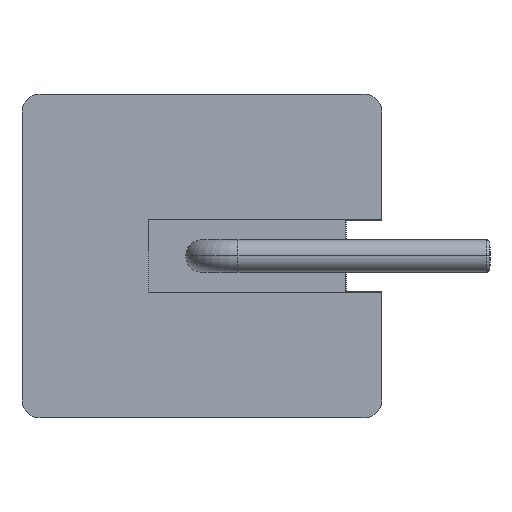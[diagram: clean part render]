
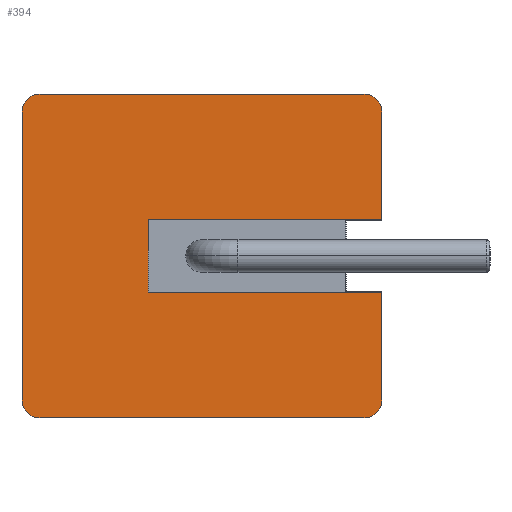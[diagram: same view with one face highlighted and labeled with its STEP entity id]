
A CAD part, left-side view. The second image highlights one B-rep face of the part: STEP entity #394.
In plain terms, the highlighted planar face has unit normal (-1, 0, 0).
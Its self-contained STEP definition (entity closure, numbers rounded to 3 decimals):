
#16 = EDGE_CURVE ( 'NONE', #1497, #142, #801, .T. ) ;
#23 = CARTESIAN_POINT ( 'NONE',  ( 0., -0.5, 8.5 ) ) ;
#59 = CARTESIAN_POINT ( 'NONE',  ( 0., -10., 3.5 ) ) ;
#96 = VERTEX_POINT ( 'NONE', #1528 ) ;
#117 = CARTESIAN_POINT ( 'NONE',  ( 0., 0., 8.5 ) ) ;
#118 = VECTOR ( 'NONE', #1689, 1000. ) ;
#120 = CARTESIAN_POINT ( 'NONE',  ( 0., 0., 0. ) ) ;
#142 = VERTEX_POINT ( 'NONE', #1070 ) ;
#175 = ORIENTED_EDGE ( 'NONE', *, *, #1316, .F. ) ;
#178 = ORIENTED_EDGE ( 'NONE', *, *, #946, .T. ) ;
#206 = LINE ( 'NONE', #1546, #1217 ) ;
#213 = VERTEX_POINT ( 'NONE', #59 ) ;
#237 = FACE_OUTER_BOUND ( 'NONE', #818, .T. ) ;
#247 = ORIENTED_EDGE ( 'NONE', *, *, #370, .T. ) ;
#262 = DIRECTION ( 'NONE',  ( 1., 0., 0. ) ) ;
#278 = AXIS2_PLACEMENT_3D ( 'NONE', #512, #1048, #908 ) ;
#284 = EDGE_CURVE ( 'NONE', #752, #1103, #993, .T. ) ;
#289 = VERTEX_POINT ( 'NONE', #338 ) ;
#297 = DIRECTION ( 'NONE',  ( 0., 1., 0. ) ) ;
#311 = CARTESIAN_POINT ( 'NONE',  ( 0., -0.5, 9. ) ) ;
#318 = VERTEX_POINT ( 'NONE', #311 ) ;
#338 = CARTESIAN_POINT ( 'NONE',  ( 0., -9.5, 9. ) ) ;
#368 = DIRECTION ( 'NONE',  ( 0., 1., 0. ) ) ;
#370 = EDGE_CURVE ( 'NONE', #473, #798, #1013, .T. ) ;
#378 = EDGE_CURVE ( 'NONE', #798, #96, #545, .T. ) ;
#388 = CARTESIAN_POINT ( 'NONE',  ( 0., 0., 9. ) ) ;
#394 = ADVANCED_FACE ( 'NONE', ( #237 ), #1566, .F. ) ;
#437 = DIRECTION ( 'NONE',  ( -1., 0., 0. ) ) ;
#473 = VERTEX_POINT ( 'NONE', #1490 ) ;
#492 = ORIENTED_EDGE ( 'NONE', *, *, #1639, .T. ) ;
#505 = VECTOR ( 'NONE', #1324, 1000. ) ;
#512 = CARTESIAN_POINT ( 'NONE',  ( 0., -9.5, 8.5 ) ) ;
#527 = EDGE_CURVE ( 'NONE', #1497, #289, #1231, .T. ) ;
#540 = CARTESIAN_POINT ( 'NONE',  ( 0., -10., 8.5 ) ) ;
#545 = CIRCLE ( 'NONE', #1079, 0.5 ) ;
#573 = DIRECTION ( 'NONE',  ( 0., 0., -1. ) ) ;
#584 = ORIENTED_EDGE ( 'NONE', *, *, #896, .F. ) ;
#589 = DIRECTION ( 'NONE',  ( 0., 0., -1. ) ) ;
#594 = DIRECTION ( 'NONE',  ( 0., 0., -1. ) ) ;
#595 = AXIS2_PLACEMENT_3D ( 'NONE', #388, #262, #879 ) ;
#596 = LINE ( 'NONE', #717, #748 ) ;
#606 = ORIENTED_EDGE ( 'NONE', *, *, #527, .T. ) ;
#609 = AXIS2_PLACEMENT_3D ( 'NONE', #23, #1461, #799 ) ;
#626 = DIRECTION ( 'NONE',  ( 0., 1., 0. ) ) ;
#704 = ORIENTED_EDGE ( 'NONE', *, *, #1321, .F. ) ;
#717 = CARTESIAN_POINT ( 'NONE',  ( 0., -10., 5.5 ) ) ;
#736 = ORIENTED_EDGE ( 'NONE', *, *, #1451, .T. ) ;
#747 = VECTOR ( 'NONE', #1063, 1000. ) ;
#748 = VECTOR ( 'NONE', #368, 1000. ) ;
#752 = VERTEX_POINT ( 'NONE', #1137 ) ;
#769 = CARTESIAN_POINT ( 'NONE',  ( 0., -3.5, 3.5 ) ) ;
#798 = VERTEX_POINT ( 'NONE', #1586 ) ;
#799 = DIRECTION ( 'NONE',  ( 0., 1., 0. ) ) ;
#801 = LINE ( 'NONE', #829, #505 ) ;
#818 = EDGE_LOOP ( 'NONE', ( #584, #1390, #1432, #704, #1127, #606, #175, #736, #178, #492, #247, #1240 ) ) ;
#829 = CARTESIAN_POINT ( 'NONE',  ( 0., -10., 9. ) ) ;
#879 = DIRECTION ( 'NONE',  ( 0., 1., 0. ) ) ;
#896 = EDGE_CURVE ( 'NONE', #213, #96, #1617, .T. ) ;
#908 = DIRECTION ( 'NONE',  ( 0., 1., 0. ) ) ;
#946 = EDGE_CURVE ( 'NONE', #1010, #1573, #1379, .T. ) ;
#993 = LINE ( 'NONE', #1107, #1054 ) ;
#1010 = VERTEX_POINT ( 'NONE', #117 ) ;
#1013 = LINE ( 'NONE', #120, #118 ) ;
#1020 = CARTESIAN_POINT ( 'NONE',  ( 0., -9.5, 0.5 ) ) ;
#1048 = DIRECTION ( 'NONE',  ( -1., 0., 0. ) ) ;
#1054 = VECTOR ( 'NONE', #594, 1000. ) ;
#1063 = DIRECTION ( 'NONE',  ( 0., -1., 0. ) ) ;
#1070 = CARTESIAN_POINT ( 'NONE',  ( 0., -10., 5.5 ) ) ;
#1079 = AXIS2_PLACEMENT_3D ( 'NONE', #1020, #1537, #626 ) ;
#1103 = VERTEX_POINT ( 'NONE', #769 ) ;
#1107 = CARTESIAN_POINT ( 'NONE',  ( 0., -3.5, 5.5 ) ) ;
#1127 = ORIENTED_EDGE ( 'NONE', *, *, #16, .F. ) ;
#1137 = CARTESIAN_POINT ( 'NONE',  ( 0., -3.5, 5.5 ) ) ;
#1142 = VECTOR ( 'NONE', #573, 1000. ) ;
#1191 = VECTOR ( 'NONE', #589, 1000. ) ;
#1192 = EDGE_CURVE ( 'NONE', #1103, #213, #1576, .T. ) ;
#1217 = VECTOR ( 'NONE', #1273, 1000. ) ;
#1231 = CIRCLE ( 'NONE', #278, 0.5 ) ;
#1240 = ORIENTED_EDGE ( 'NONE', *, *, #378, .T. ) ;
#1273 = DIRECTION ( 'NONE',  ( 0., -1., 0. ) ) ;
#1316 = EDGE_CURVE ( 'NONE', #318, #289, #206, .T. ) ;
#1321 = EDGE_CURVE ( 'NONE', #142, #752, #596, .T. ) ;
#1324 = DIRECTION ( 'NONE',  ( 0., 0., -1. ) ) ;
#1331 = AXIS2_PLACEMENT_3D ( 'NONE', #1340, #437, #297 ) ;
#1340 = CARTESIAN_POINT ( 'NONE',  ( 0., -0.5, 0.5 ) ) ;
#1379 = LINE ( 'NONE', #1635, #1142 ) ;
#1390 = ORIENTED_EDGE ( 'NONE', *, *, #1192, .F. ) ;
#1432 = ORIENTED_EDGE ( 'NONE', *, *, #284, .F. ) ;
#1448 = CARTESIAN_POINT ( 'NONE',  ( 0., -3.5, 3.5 ) ) ;
#1451 = EDGE_CURVE ( 'NONE', #318, #1010, #1665, .T. ) ;
#1461 = DIRECTION ( 'NONE',  ( -1., 0., 0. ) ) ;
#1474 = CIRCLE ( 'NONE', #1331, 0.5 ) ;
#1490 = CARTESIAN_POINT ( 'NONE',  ( 0., -0.5, 0. ) ) ;
#1495 = CARTESIAN_POINT ( 'NONE',  ( 0., -10., 9. ) ) ;
#1497 = VERTEX_POINT ( 'NONE', #540 ) ;
#1528 = CARTESIAN_POINT ( 'NONE',  ( 0., -10., 0.5 ) ) ;
#1537 = DIRECTION ( 'NONE',  ( -1., 0., 0. ) ) ;
#1546 = CARTESIAN_POINT ( 'NONE',  ( 0., 0., 9. ) ) ;
#1566 = PLANE ( 'NONE',  #595 ) ;
#1573 = VERTEX_POINT ( 'NONE', #1606 ) ;
#1576 = LINE ( 'NONE', #1448, #747 ) ;
#1586 = CARTESIAN_POINT ( 'NONE',  ( 0., -9.5, 0. ) ) ;
#1606 = CARTESIAN_POINT ( 'NONE',  ( 0., 0., 0.5 ) ) ;
#1617 = LINE ( 'NONE', #1495, #1191 ) ;
#1635 = CARTESIAN_POINT ( 'NONE',  ( 0., 0., 9. ) ) ;
#1639 = EDGE_CURVE ( 'NONE', #1573, #473, #1474, .T. ) ;
#1665 = CIRCLE ( 'NONE', #609, 0.5 ) ;
#1689 = DIRECTION ( 'NONE',  ( 0., -1., 0. ) ) ;
